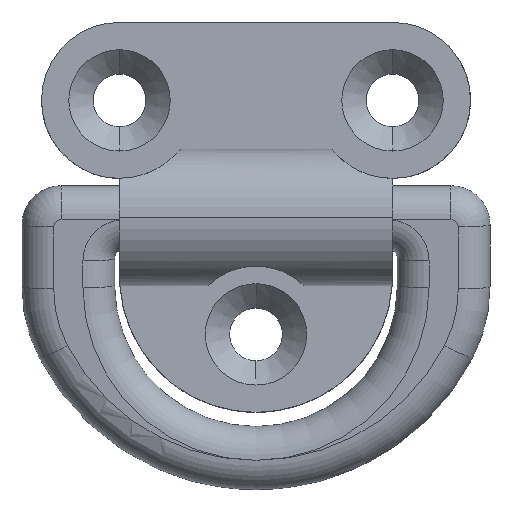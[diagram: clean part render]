
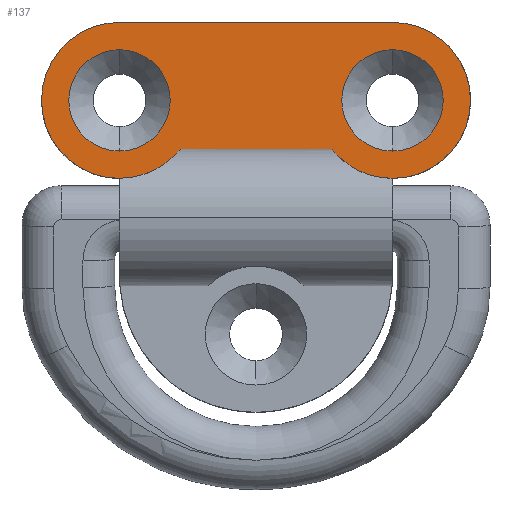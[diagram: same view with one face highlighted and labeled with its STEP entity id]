
A CAD part, top view. The second image highlights one B-rep face of the part: STEP entity #137.
In plain terms, the highlighted planar face has unit normal (0, 0, 1).
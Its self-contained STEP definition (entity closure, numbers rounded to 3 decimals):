
#55 = VERTEX_POINT ( 'NONE', #820 ) ;
#58 = EDGE_CURVE ( 'NONE', #59, #55, #822, .T. ) ;
#59 = VERTEX_POINT ( 'NONE', #826 ) ;
#84 = VERTEX_POINT ( 'NONE', #940 ) ;
#134 = EDGE_CURVE ( 'NONE', #2763, #410, #986, .T. ) ;
#135 = EDGE_LOOP ( 'NONE', ( #136, #315 ) ) ;
#136 = ORIENTED_EDGE ( 'NONE', *, *, #134, .F. ) ;
#137 = ADVANCED_FACE ( 'NONE', ( #1037, #1036, #1035 ), #1034, .F. ) ;
#142 = EDGE_CURVE ( 'NONE', #488, #175, #1025, .T. ) ;
#145 = EDGE_CURVE ( 'NONE', #2697, #2699, #1081, .T. ) ;
#147 = ORIENTED_EDGE ( 'NONE', *, *, #142, .T. ) ;
#148 = ORIENTED_EDGE ( 'NONE', *, *, #145, .F. ) ;
#149 = ORIENTED_EDGE ( 'NONE', *, *, #494, .F. ) ;
#150 = ORIENTED_EDGE ( 'NONE', *, *, #185, .F. ) ;
#151 = EDGE_LOOP ( 'NONE', ( #148, #170 ) ) ;
#153 = ORIENTED_EDGE ( 'NONE', *, *, #155, .T. ) ;
#154 = ORIENTED_EDGE ( 'NONE', *, *, #2740, .F. ) ;
#155 = EDGE_CURVE ( 'NONE', #2741, #55, #1072, .T. ) ;
#157 = EDGE_CURVE ( 'NONE', #59, #84, #1067, .T. ) ;
#159 = ORIENTED_EDGE ( 'NONE', *, *, #157, .T. ) ;
#161 = ORIENTED_EDGE ( 'NONE', *, *, #58, .F. ) ;
#170 = ORIENTED_EDGE ( 'NONE', *, *, #2696, .F. ) ;
#175 = VERTEX_POINT ( 'NONE', #1090 ) ;
#185 = EDGE_CURVE ( 'NONE', #2744, #175, #1134, .T. ) ;
#315 = ORIENTED_EDGE ( 'NONE', *, *, #2692, .F. ) ;
#317 = EDGE_LOOP ( 'NONE', ( #161, #159, #149, #147, #150, #154, #153 ) ) ;
#410 = VERTEX_POINT ( 'NONE', #1488 ) ;
#488 = VERTEX_POINT ( 'NONE', #1616 ) ;
#494 = EDGE_CURVE ( 'NONE', #488, #84, #1667, .T. ) ;
#820 = CARTESIAN_POINT ( 'NONE',  ( -7.755, 7., 0. ) ) ;
#822 = LINE ( 'NONE', #829, #828 ) ;
#826 = CARTESIAN_POINT ( 'NONE',  ( 7.755, 7., 0. ) ) ;
#827 = DIRECTION ( 'NONE',  ( -1., 0., 0. ) ) ;
#828 = VECTOR ( 'NONE', #827, 1000. ) ;
#829 = CARTESIAN_POINT ( 'NONE',  ( 22., 7., 0. ) ) ;
#940 = CARTESIAN_POINT ( 'NONE',  ( 14., 4., 0. ) ) ;
#986 = CIRCLE ( 'NONE', #1050, 5.2 ) ;
#1022 = DIRECTION ( 'NONE',  ( -1., 0., 0. ) ) ;
#1023 = VECTOR ( 'NONE', #1022, 1000. ) ;
#1024 = CARTESIAN_POINT ( 'NONE',  ( 22., 20., 0. ) ) ;
#1025 = LINE ( 'NONE', #1024, #1023 ) ;
#1030 = DIRECTION ( 'NONE',  ( 0., 1., 0. ) ) ;
#1031 = DIRECTION ( 'NONE',  ( 0., 0., -1. ) ) ;
#1032 = CARTESIAN_POINT ( 'NONE',  ( 22., 20., 0. ) ) ;
#1033 = AXIS2_PLACEMENT_3D ( 'NONE', #1032, #1031, #1030 ) ;
#1034 = PLANE ( 'NONE',  #1033 ) ;
#1035 = FACE_BOUND ( 'NONE', #151, .T. ) ;
#1036 = FACE_OUTER_BOUND ( 'NONE', #317, .T. ) ;
#1037 = FACE_BOUND ( 'NONE', #135, .T. ) ;
#1038 = DIRECTION ( 'NONE',  ( 0., -1., 0. ) ) ;
#1039 = DIRECTION ( 'NONE',  ( 0., 0., 1. ) ) ;
#1049 = CARTESIAN_POINT ( 'NONE',  ( -14., 12., 0. ) ) ;
#1050 = AXIS2_PLACEMENT_3D ( 'NONE', #1049, #1039, #1038 ) ;
#1063 = DIRECTION ( 'NONE',  ( -1., 0., 0. ) ) ;
#1064 = DIRECTION ( 'NONE',  ( 0., 0., 1. ) ) ;
#1065 = CARTESIAN_POINT ( 'NONE',  ( 14., 12., 0. ) ) ;
#1066 = AXIS2_PLACEMENT_3D ( 'NONE', #1065, #1064, #1063 ) ;
#1067 = CIRCLE ( 'NONE', #1066, 8. ) ;
#1068 = DIRECTION ( 'NONE',  ( 1., 0., 0. ) ) ;
#1069 = DIRECTION ( 'NONE',  ( 0., 0., 1. ) ) ;
#1070 = CARTESIAN_POINT ( 'NONE',  ( -14., 12., 0. ) ) ;
#1071 = AXIS2_PLACEMENT_3D ( 'NONE', #1070, #1069, #1068 ) ;
#1072 = CIRCLE ( 'NONE', #1071, 8. ) ;
#1077 = DIRECTION ( 'NONE',  ( 0., -1., 0. ) ) ;
#1078 = DIRECTION ( 'NONE',  ( 0., 0., 1. ) ) ;
#1079 = CARTESIAN_POINT ( 'NONE',  ( 14., 12., 0. ) ) ;
#1080 = AXIS2_PLACEMENT_3D ( 'NONE', #1079, #1078, #1077 ) ;
#1081 = CIRCLE ( 'NONE', #1080, 5.2 ) ;
#1090 = CARTESIAN_POINT ( 'NONE',  ( -14., 20., 0. ) ) ;
#1130 = DIRECTION ( 'NONE',  ( 0., 1., 0. ) ) ;
#1131 = DIRECTION ( 'NONE',  ( 0., 0., -1. ) ) ;
#1132 = CARTESIAN_POINT ( 'NONE',  ( -14., 12., 0. ) ) ;
#1133 = AXIS2_PLACEMENT_3D ( 'NONE', #1132, #1131, #1130 ) ;
#1134 = CIRCLE ( 'NONE', #1133, 8. ) ;
#1488 = CARTESIAN_POINT ( 'NONE',  ( -14., 17.2, 0. ) ) ;
#1616 = CARTESIAN_POINT ( 'NONE',  ( 14., 20., 0. ) ) ;
#1663 = DIRECTION ( 'NONE',  ( 0., 1., 0. ) ) ;
#1664 = DIRECTION ( 'NONE',  ( 0., 0., -1. ) ) ;
#1665 = CARTESIAN_POINT ( 'NONE',  ( 14., 12., 0. ) ) ;
#1666 = AXIS2_PLACEMENT_3D ( 'NONE', #1665, #1664, #1663 ) ;
#1667 = CIRCLE ( 'NONE', #1666, 8. ) ;
#1995 = DIRECTION ( 'NONE',  ( 0., -1., 0. ) ) ;
#1996 = DIRECTION ( 'NONE',  ( 0., 0., 1. ) ) ;
#1997 = CARTESIAN_POINT ( 'NONE',  ( -14., 12., 0. ) ) ;
#1998 = AXIS2_PLACEMENT_3D ( 'NONE', #1997, #1996, #1995 ) ;
#1999 = CIRCLE ( 'NONE', #1998, 5.2 ) ;
#2045 = CARTESIAN_POINT ( 'NONE',  ( 14., 17.2, 0. ) ) ;
#2046 = CARTESIAN_POINT ( 'NONE',  ( 14., 6.8, 0. ) ) ;
#2047 = DIRECTION ( 'NONE',  ( 0., -1., 0. ) ) ;
#2048 = DIRECTION ( 'NONE',  ( 0., 0., 1. ) ) ;
#2049 = AXIS2_PLACEMENT_3D ( 'NONE', #2056, #2048, #2047 ) ;
#2050 = CIRCLE ( 'NONE', #2049, 5.2 ) ;
#2056 = CARTESIAN_POINT ( 'NONE',  ( 14., 12., 0. ) ) ;
#2134 = CARTESIAN_POINT ( 'NONE',  ( -22., 12., 0. ) ) ;
#2141 = CARTESIAN_POINT ( 'NONE',  ( -14., 4., 0. ) ) ;
#2142 = DIRECTION ( 'NONE',  ( 0., 1., 0. ) ) ;
#2143 = DIRECTION ( 'NONE',  ( 0., 0., -1. ) ) ;
#2144 = CARTESIAN_POINT ( 'NONE',  ( -14., 12., 0. ) ) ;
#2145 = AXIS2_PLACEMENT_3D ( 'NONE', #2144, #2143, #2142 ) ;
#2146 = CIRCLE ( 'NONE', #2145, 8. ) ;
#2157 = CARTESIAN_POINT ( 'NONE',  ( -14., 6.8, 0. ) ) ;
#2692 = EDGE_CURVE ( 'NONE', #410, #2763, #1999, .T. ) ;
#2696 = EDGE_CURVE ( 'NONE', #2699, #2697, #2050, .T. ) ;
#2697 = VERTEX_POINT ( 'NONE', #2046 ) ;
#2699 = VERTEX_POINT ( 'NONE', #2045 ) ;
#2740 = EDGE_CURVE ( 'NONE', #2741, #2744, #2146, .T. ) ;
#2741 = VERTEX_POINT ( 'NONE', #2141 ) ;
#2744 = VERTEX_POINT ( 'NONE', #2134 ) ;
#2763 = VERTEX_POINT ( 'NONE', #2157 ) ;
